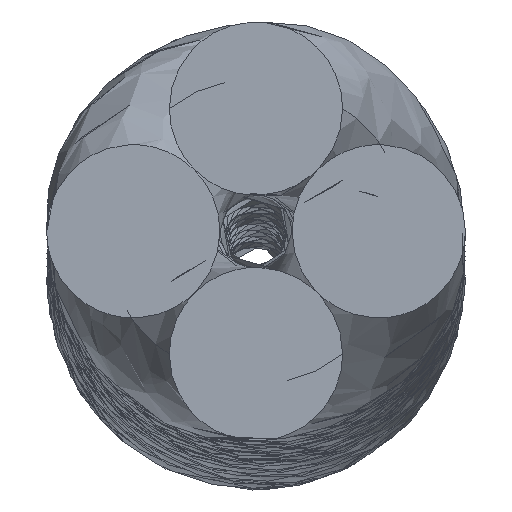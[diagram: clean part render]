
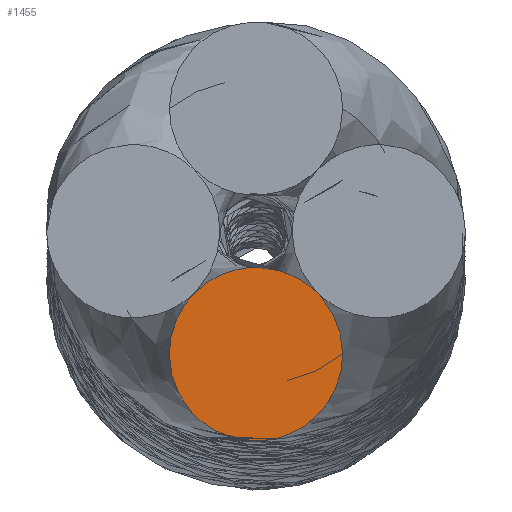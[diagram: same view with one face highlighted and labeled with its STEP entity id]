
A CAD part, top view. The second image highlights one B-rep face of the part: STEP entity #1455.
In plain terms, the highlighted planar face has unit normal (0, 0, 1).
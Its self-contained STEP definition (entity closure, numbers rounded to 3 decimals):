
#656 = CARTESIAN_POINT ( 'NONE',  ( -8.299, -13.898, 0. ) ) ;
#777 = CARTESIAN_POINT ( 'NONE',  ( 3.25, -3.876, 0. ) ) ;
#1455 = ADVANCED_FACE ( 'NONE', ( #7672 ), #13708, .T. ) ;
#1783 = VERTEX_POINT ( 'NONE', #11890 ) ;
#2615 = CARTESIAN_POINT ( 'NONE',  ( 8.299, -9.547, 0. ) ) ;
#4239 = CARTESIAN_POINT ( 'NONE',  ( 8.278, -11.722, 0. ) ) ;
#7672 = FACE_OUTER_BOUND ( 'NONE', #10648, .T. ) ;
#7915 = CARTESIAN_POINT ( 'NONE',  ( 6.926, -17.115, 0. ) ) ;
#8040 = CARTESIAN_POINT ( 'NONE',  ( -8.278, -11.722, 0. ) ) ;
#9737 = CARTESIAN_POINT ( 'NONE',  ( 0., -20.216, 0. ) ) ;
#9860 = CARTESIAN_POINT ( 'NONE',  ( -6.926, -6.33, 0. ) ) ;
#10648 = EDGE_LOOP ( 'NONE', ( #21131, #18981 ) ) ;
#11556 = CARTESIAN_POINT ( 'NONE',  ( -6.926, -17.115, 0. ) ) ;
#11680 = CARTESIAN_POINT ( 'NONE',  ( 0., -3.229, 0. ) ) ;
#11890 = CARTESIAN_POINT ( 'NONE',  ( 8.278, -11.722, 0. ) ) ;
#13394 = CARTESIAN_POINT ( 'NONE',  ( -8.278, -11.722, 0. ) ) ;
#13518 = CARTESIAN_POINT ( 'NONE',  ( 6.926, -6.33, 0. ) ) ;
#13561 = DIRECTION ( 'NONE',  ( 1., 0., 0. ) ) ;
#13592 = DIRECTION ( 'NONE',  ( 0., 0., 1. ) ) ;
#13624 = CARTESIAN_POINT ( 'NONE',  ( -8.377, -20.099, 0. ) ) ;
#13708 = PLANE ( 'NONE',  #15127 ) ;
#15119 = CARTESIAN_POINT ( 'NONE',  ( 8.299, -13.898, 0. ) ) ;
#15127 = AXIS2_PLACEMENT_3D ( 'NONE', #13624, #13592, #13561 ) ;
#15330 = CARTESIAN_POINT ( 'NONE',  ( 8.278, -11.722, 0. ) ) ;
#16477 = B_SPLINE_CURVE_WITH_KNOTS ( 'NONE', 3,
 ( #4239, #15119, #7915, #20410, #9737, #22134, #11556, #656, #13394 ),
 .UNSPECIFIED., .F., .F.,
 ( 4, 1, 1, 1, 1, 1, 4 ),
 ( 0., 0.006, 0.01, 0.013, 0.016, 0.019, 0.026 ),
 .UNSPECIFIED. ) ;
#17812 = CARTESIAN_POINT ( 'NONE',  ( -8.278, -11.722, 0. ) ) ;
#17845 = VERTEX_POINT ( 'NONE', #17812 ) ;
#17896 = EDGE_CURVE ( 'NONE', #17845, #1783, #21481, .T. ) ;
#18790 = CARTESIAN_POINT ( 'NONE',  ( -8.299, -9.547, 0. ) ) ;
#18981 = ORIENTED_EDGE ( 'NONE', *, *, #17896, .F. ) ;
#20410 = CARTESIAN_POINT ( 'NONE',  ( 3.25, -19.569, 0. ) ) ;
#21131 = ORIENTED_EDGE ( 'NONE', *, *, #22306, .F. ) ;
#21481 = B_SPLINE_CURVE_WITH_KNOTS ( 'NONE', 3,
 ( #8040, #18790, #9860, #22251, #11680, #777, #13518, #2615, #15330 ),
 .UNSPECIFIED., .F., .F.,
 ( 4, 1, 1, 1, 1, 1, 4 ),
 ( 0., 0.006, 0.01, 0.013, 0.016, 0.019, 0.026 ),
 .UNSPECIFIED. ) ;
#22134 = CARTESIAN_POINT ( 'NONE',  ( -3.25, -19.569, 0. ) ) ;
#22251 = CARTESIAN_POINT ( 'NONE',  ( -3.25, -3.876, 0. ) ) ;
#22306 = EDGE_CURVE ( 'NONE', #1783, #17845, #16477, .T. ) ;
